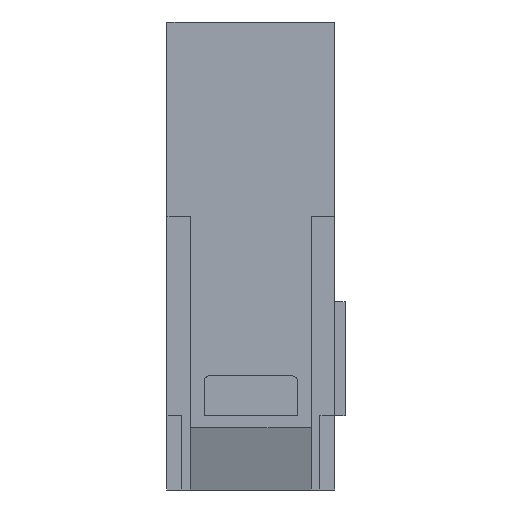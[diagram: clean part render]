
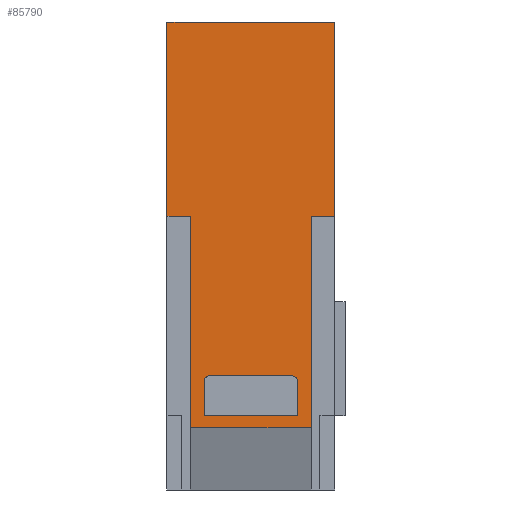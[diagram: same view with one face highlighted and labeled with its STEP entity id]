
A CAD part, front view. The second image highlights one B-rep face of the part: STEP entity #85790.
In plain terms, the highlighted face is planar.
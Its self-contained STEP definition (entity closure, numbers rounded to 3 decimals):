
#7530=CARTESIAN_POINT('',(53.988,22.492,-32.));
#7540=VERTEX_POINT('',#7530);
#7770=CARTESIAN_POINT('',(53.988,41.057,-32.));
#7780=VERTEX_POINT('',#7770);
#7810=CARTESIAN_POINT('',(53.988,0.,-32.));
#7820=DIRECTION('',(0.,1.,0.));
#7830=VECTOR('',#7820,1.);
#7840=LINE('',#7810,#7830);
#7850=EDGE_CURVE('',#7540,#7780,#7840,.T.);
#8060=CARTESIAN_POINT('',(41.338,41.057,-32.))
;
#8070=VERTEX_POINT('',#8060);
#8240=CARTESIAN_POINT('',(43.388,41.057,-32.));
#8250=VERTEX_POINT('',#8240);
#8280=CARTESIAN_POINT('',(0.,41.057,-32.));
#8290=DIRECTION('',(-1.,0.,0.));
#8300=VECTOR('',#8290,1.);
#8310=LINE('',#8280,#8300);
#8320=EDGE_CURVE('',#8250,#8070,#8310,.T.);
#10050=CARTESIAN_POINT('',(52.788,26.557,-32.)
);
#10060=VERTEX_POINT('',#10050);
#10210=CARTESIAN_POINT('',(52.788,23.557,-32.)
);
#10220=VERTEX_POINT('',#10210);
#10250=CARTESIAN_POINT('',(52.788,0.,-32.));
#10260=DIRECTION('',(0.,1.,0.));
#10270=VECTOR('',#10260,1.);
#10280=LINE('',#10250,#10270);
#10290=EDGE_CURVE('',#10220,#10060,#10280,.T.);
#24500=CARTESIAN_POINT('',(52.288,26.557,-32.)
);
#24510=DIRECTION('',(-0.,0.,1.));
#24520=DIRECTION('',(1.,0.,0.));
#24530=AXIS2_PLACEMENT_3D('',#24500,#24510,#24520);
#24540=CIRCLE('',#24530,0.5);
#24550=CARTESIAN_POINT('',(52.288,27.057,-32.)
);
#24560=VERTEX_POINT('',#24550);
#24570=EDGE_CURVE('',#10060,#24560,#24540,.T.);
#30680=CARTESIAN_POINT('',(45.088,26.557,-32.)
);
#30690=DIRECTION('',(-0.,0.,-1.));
#30700=DIRECTION('',(-1.,0.,0.));
#30710=AXIS2_PLACEMENT_3D('',#30680,#30690,#30700);
#30720=CIRCLE('',#30710,0.5);
#30730=CARTESIAN_POINT('',(44.588,26.557,-32.)
);
#30740=VERTEX_POINT('',#30730);
#30750=CARTESIAN_POINT('',(45.088,27.057,-32.)
);
#30760=VERTEX_POINT('',#30750);
#30770=EDGE_CURVE('',#30740,#30760,#30720,.T.);
#32200=CARTESIAN_POINT('',(0.,41.057,-32.));
#32210=DIRECTION('',(-1.,0.,0.));
#32220=VECTOR('',#32210,1.);
#32230=LINE('',#32200,#32220);
#32240=CARTESIAN_POINT('',(56.038,41.057,-32.)
);
#32250=VERTEX_POINT('',#32240);
#32260=EDGE_CURVE('',#32250,#7780,#32230,.T.);
#35150=CARTESIAN_POINT('',(44.588,0.,-32.));
#35160=DIRECTION('',(0.,-1.,0.));
#35170=VECTOR('',#35160,1.);
#35180=LINE('',#35150,#35170);
#35190=CARTESIAN_POINT('',(44.588,23.557,-32.)
);
#35200=VERTEX_POINT('',#35190);
#35210=EDGE_CURVE('',#30740,#35200,#35180,.T.);
#36040=CARTESIAN_POINT('',(41.338,58.057,
-32.));
#36050=VERTEX_POINT('',#36040);
#36080=CARTESIAN_POINT('',(0.,58.057,-32.));
#36090=DIRECTION('',(-1.,0.,0.));
#36100=VECTOR('',#36090,1.);
#36110=LINE('',#36080,#36100);
#36120=CARTESIAN_POINT('',(56.038,58.057,
-32.));
#36130=VERTEX_POINT('',#36120);
#36140=EDGE_CURVE('',#36130,#36050,#36110,.T.);
#44600=CARTESIAN_POINT('',(56.038,0.,-32.));
#44610=DIRECTION('',(0.,-1.,0.));
#44620=VECTOR('',#44610,1.);
#44630=LINE('',#44600,#44620);
#44640=EDGE_CURVE('',#36130,#32250,#44630,.T.);
#45920=CARTESIAN_POINT('',(0.,27.057,-32.));
#45930=DIRECTION('',(1.,0.,0.));
#45940=VECTOR('',#45930,1.);
#45950=LINE('',#45920,#45940);
#45960=EDGE_CURVE('',#30760,#24560,#45950,.T.);
#72080=CARTESIAN_POINT('',(0.,23.557,-32.));
#72090=DIRECTION('',(-1.,0.,0.));
#72100=VECTOR('',#72090,1.);
#72110=LINE('',#72080,#72100);
#72120=EDGE_CURVE('',#10220,#35200,#72110,.T.);
#85210=CARTESIAN_POINT('',(48.72,22.492,
-32.));
#85220=DIRECTION('',(-1.,0.,0.));
#85230=VECTOR('',#85220,1.);
#85240=LINE('',#85210,#85230);
#85250=CARTESIAN_POINT('',(43.388,22.492,-32.));
#85260=VERTEX_POINT('',#85250);
#85270=EDGE_CURVE('',#7540,#85260,#85240,.T.);
#85460=CARTESIAN_POINT('',(42.388,23.557,-32.)
);
#85470=DIRECTION('',(0.,0.,1.));
#85480=DIRECTION('',(1.,0.,0.));
#85490=AXIS2_PLACEMENT_3D('',#85460,#85470,#85480);
#85500=PLANE('',#85490);
#85510=ORIENTED_EDGE('',*,*,#35210,.T.);
#85520=ORIENTED_EDGE('',*,*,#30770,.F.);
#85530=ORIENTED_EDGE('',*,*,#45960,.F.);
#85540=ORIENTED_EDGE('',*,*,#24570,.T.);
#85550=ORIENTED_EDGE('',*,*,#10290,.T.);
#85560=ORIENTED_EDGE('',*,*,#72120,.F.);
#85570=EDGE_LOOP('',(#85560,#85550,#85540,#85530,#85520,#85510));
#85580=FACE_BOUND('',#85570,.T.);
#85590=ORIENTED_EDGE('',*,*,#32260,.T.);
#85600=ORIENTED_EDGE('',*,*,#44640,.T.);
#85610=ORIENTED_EDGE('',*,*,#36140,.F.);
#85620=CARTESIAN_POINT('',(41.338,0.,-32.));
#85630=DIRECTION('',(0.,1.,0.));
#85640=VECTOR('',#85630,1.);
#85650=LINE('',#85620,#85640);
#85660=EDGE_CURVE('',#8070,#36050,#85650,.T.);
#85670=ORIENTED_EDGE('',*,*,#85660,.T.);
#85680=ORIENTED_EDGE('',*,*,#8320,.T.);
#85690=CARTESIAN_POINT('',(43.388,0.,-32.));
#85700=DIRECTION('',(0.,-1.,0.));
#85710=VECTOR('',#85700,1.);
#85720=LINE('',#85690,#85710);
#85730=EDGE_CURVE('',#8250,#85260,#85720,.T.);
#85740=ORIENTED_EDGE('',*,*,#85730,.F.);
#85750=ORIENTED_EDGE('',*,*,#85270,.T.);
#85760=ORIENTED_EDGE('',*,*,#7850,.F.);
#85770=EDGE_LOOP('',(#85760,#85750,#85740,#85680,#85670,#85610,#85600,
#85590));
#85780=FACE_OUTER_BOUND('',#85770,.T.);
#85790=ADVANCED_FACE('',(#85580,#85780),#85500,.F.);
